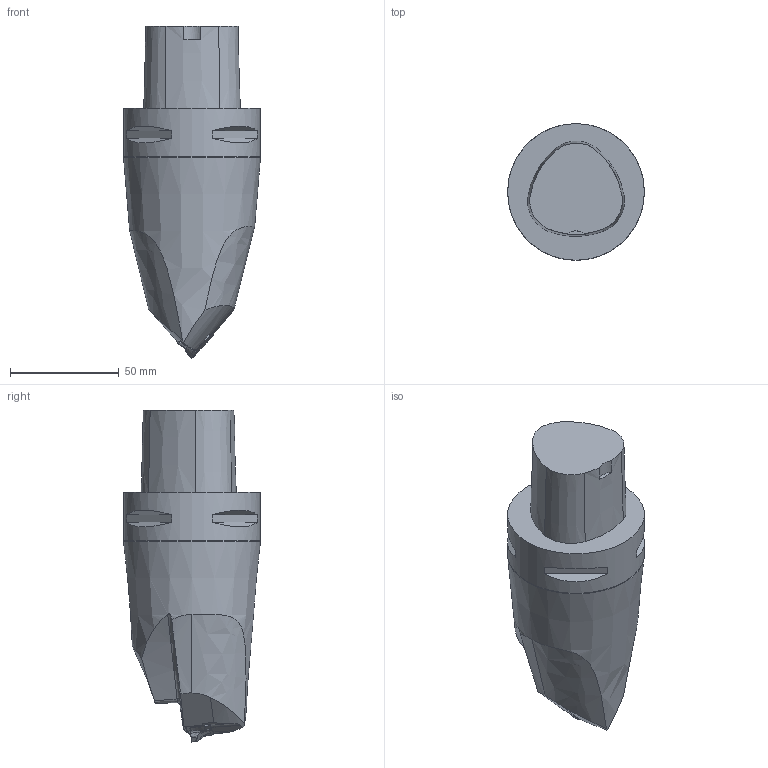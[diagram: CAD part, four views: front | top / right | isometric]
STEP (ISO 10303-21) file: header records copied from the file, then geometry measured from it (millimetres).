
FILE_DESCRIPTION(/* description */ (''),/* implementation_level */ '2;1');
FILE_NAME(/* name */ '1643800023750.stp',/* time_stamp */ '2022-02-02T16:37:19+05:00',/* author */ (''),/* organization */ ('SMS'),/* preprocessor_version */ 'ST-DEVELOPER v16.7',/* originating_system */ 'SIEMENS PLM Software NX 12.0',/* authorisation */ '');
FILE_SCHEMA (('AUTOMOTIVE_DESIGN { 1 0 10303 214 3 1 1 1 }'));
Length unit declared in the file: millimetre
Products named in the file (4): 203724673mod000_00; 203740887mod000_00; ASSEMBLY_CONSTRUCTION; 203740833mod000_00
Assembly tree (3 placements, depth 2):
  203740833mod000_00
    ASSEMBLY_CONSTRUCTION
    203740887mod000_00
    203724673mod000_00
Bounding box: 63.1 x 63.1 x 153 mm (x, y, z)
Volume: 293289.2 mm3; surface area: 30914.4 mm2
Topology: 2 solids, 3 shells, 191 faces, 525 edges, 351 vertices
Faces by surface type: plane 85, cylinder 54, extrusion 21, cone 13, bspline 12, torus 6
Full cylindrical faces by diameter (mm): 12 x1, 63 x1
Entity records: 9404 total; most frequent: CARTESIAN_POINT 4631, ORIENTED_EDGE 1032, DIRECTION 867, EDGE_CURVE 516, VERTEX_POINT 341, AXIS2_PLACEMENT_3D 314, VECTOR 239, LINE 218
